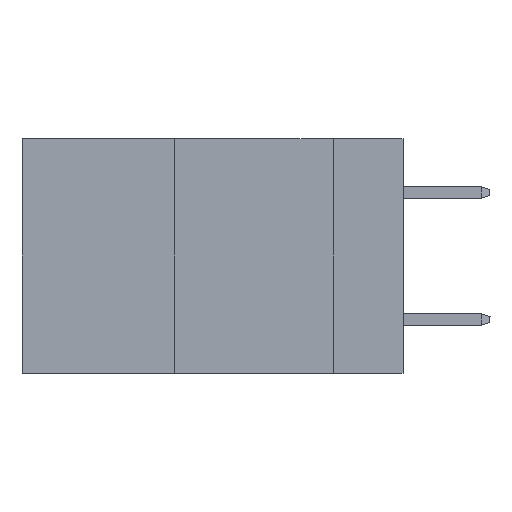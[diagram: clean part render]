
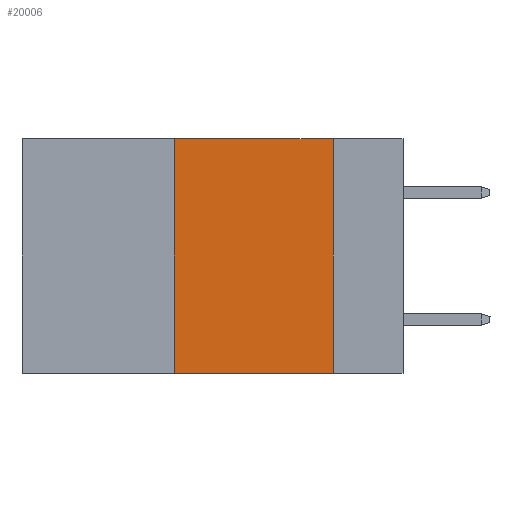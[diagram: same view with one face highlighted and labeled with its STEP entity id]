
A CAD part, left-side view. The second image highlights one B-rep face of the part: STEP entity #20006.
In plain terms, the highlighted planar face has unit normal (-1, 0, 0).
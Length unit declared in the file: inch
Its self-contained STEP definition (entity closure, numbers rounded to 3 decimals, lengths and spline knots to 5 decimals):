
#93 = VECTOR ( 'NONE', #4659, 39.37008 ) ;
#283 = CARTESIAN_POINT ( 'NONE',  ( 0., 0.6, 0. ) ) ;
#435 = LINE ( 'NONE', #283, #93 ) ;
#1906 = CARTESIAN_POINT ( 'NONE',  ( 0., 0.11, -0.37 ) ) ;
#2117 = CARTESIAN_POINT ( 'NONE',  ( 0., 0.6, -0.37 ) ) ;
#3264 = CARTESIAN_POINT ( 'NONE',  ( 0., 0.11, 0. ) ) ;
#3302 = DIRECTION ( 'NONE',  ( 0., 0., 1. ) ) ;
#4659 = DIRECTION ( 'NONE',  ( 0., -1., 0. ) ) ;
#5163 = CARTESIAN_POINT ( 'NONE',  ( 0., 0.6, 0. ) ) ;
#5302 = VERTEX_POINT ( 'NONE', #20642 ) ;
#5430 = DIRECTION ( 'NONE',  ( 1., 0., 0. ) ) ;
#7316 = PLANE ( 'NONE',  #27193 ) ;
#7461 = ORIENTED_EDGE ( 'NONE', *, *, #26233, .F. ) ;
#7884 = VERTEX_POINT ( 'NONE', #25709 ) ;
#8425 = EDGE_CURVE ( 'NONE', #7884, #5302, #435, .T. ) ;
#8556 = VECTOR ( 'NONE', #3302, 39.37008 ) ;
#8606 = DIRECTION ( 'NONE',  ( 0., -1., 0. ) ) ;
#11327 = ORIENTED_EDGE ( 'NONE', *, *, #26084, .T. ) ;
#14111 = DIRECTION ( 'NONE',  ( 0., 0., -1. ) ) ;
#15814 = VERTEX_POINT ( 'NONE', #1906 ) ;
#15882 = FACE_OUTER_BOUND ( 'NONE', #19935, .T. ) ;
#16284 = VECTOR ( 'NONE', #14111, 39.37008 ) ;
#16708 = EDGE_CURVE ( 'NONE', #20932, #7884, #21108, .T. ) ;
#17069 = ORIENTED_EDGE ( 'NONE', *, *, #16708, .F. ) ;
#19935 = EDGE_LOOP ( 'NONE', ( #7461, #22350, #17069, #11327 ) ) ;
#20006 = ADVANCED_FACE ( 'NONE', ( #15882 ), #7316, .F. ) ;
#20471 = VECTOR ( 'NONE', #8606, 39.37008 ) ;
#20642 = CARTESIAN_POINT ( 'NONE',  ( 0., 0.11, 0. ) ) ;
#20932 = VERTEX_POINT ( 'NONE', #28192 ) ;
#21108 = LINE ( 'NONE', #23430, #8556 ) ;
#21968 = LINE ( 'NONE', #2117, #20471 ) ;
#22350 = ORIENTED_EDGE ( 'NONE', *, *, #8425, .F. ) ;
#22991 = LINE ( 'NONE', #3264, #16284 ) ;
#23430 = CARTESIAN_POINT ( 'NONE',  ( 0., 0.36, 0. ) ) ;
#25709 = CARTESIAN_POINT ( 'NONE',  ( 0., 0.36, 0. ) ) ;
#26084 = EDGE_CURVE ( 'NONE', #20932, #15814, #21968, .T. ) ;
#26233 = EDGE_CURVE ( 'NONE', #5302, #15814, #22991, .T. ) ;
#27193 = AXIS2_PLACEMENT_3D ( 'NONE', #5163, #5430, #27426 ) ;
#27426 = DIRECTION ( 'NONE',  ( 0., 0., -1. ) ) ;
#28192 = CARTESIAN_POINT ( 'NONE',  ( 0., 0.36, -0.37 ) ) ;
